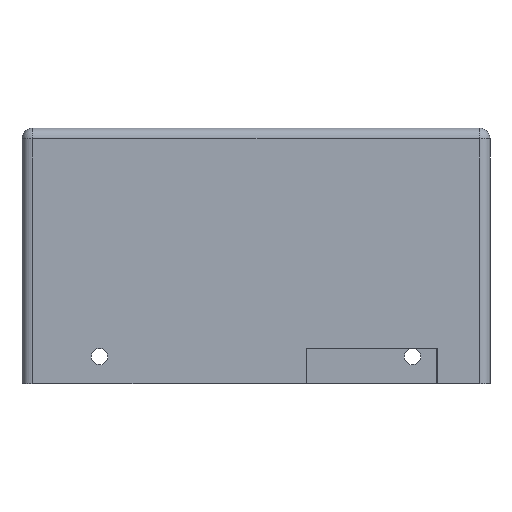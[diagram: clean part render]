
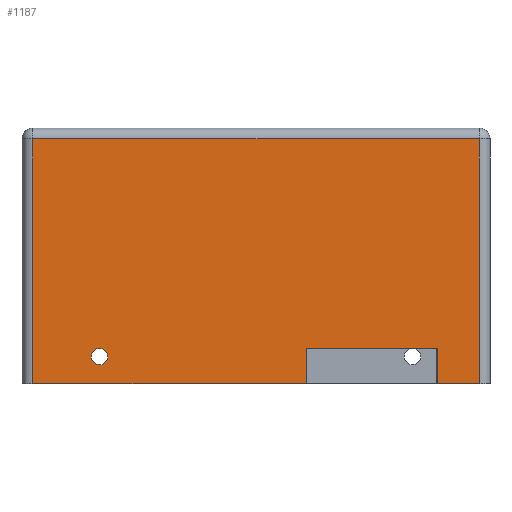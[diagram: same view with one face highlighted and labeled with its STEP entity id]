
A CAD part, front view. The second image highlights one B-rep face of the part: STEP entity #1187.
In plain terms, the highlighted planar face has unit normal (0, -1, 0).
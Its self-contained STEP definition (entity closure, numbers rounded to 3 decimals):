
#29=FACE_BOUND('',#176,.T.);
#42=PLANE('',#1296);
#99=FACE_OUTER_BOUND('',#175,.T.);
#175=EDGE_LOOP('',(#918,#919,#920,#921,#922,#923,#924,#925));
#176=EDGE_LOOP('',(#926));
#290=LINE('',#1850,#430);
#291=LINE('',#1856,#431);
#292=LINE('',#1858,#432);
#293=LINE('',#1860,#433);
#294=LINE('',#1862,#434);
#295=LINE('',#1863,#435);
#296=LINE('',#1865,#436);
#297=LINE('',#1866,#437);
#430=VECTOR('',#1485,1000.);
#431=VECTOR('',#1492,1000.);
#432=VECTOR('',#1493,1000.);
#433=VECTOR('',#1494,1000.);
#434=VECTOR('',#1495,1000.);
#435=VECTOR('',#1496,1000.);
#436=VECTOR('',#1497,1000.);
#437=VECTOR('',#1498,1000.);
#513=CIRCLE('',#1264,3.);
#543=VERTEX_POINT('',#1698);
#605=VERTEX_POINT('',#1848);
#606=VERTEX_POINT('',#1849);
#607=VERTEX_POINT('',#1854);
#608=VERTEX_POINT('',#1855);
#609=VERTEX_POINT('',#1857);
#610=VERTEX_POINT('',#1859);
#611=VERTEX_POINT('',#1861);
#612=VERTEX_POINT('',#1864);
#650=EDGE_CURVE('',#543,#543,#513,.T.);
#724=EDGE_CURVE('',#605,#606,#290,.T.);
#727=EDGE_CURVE('',#607,#608,#291,.T.);
#728=EDGE_CURVE('',#608,#609,#292,.T.);
#729=EDGE_CURVE('',#609,#610,#293,.T.);
#730=EDGE_CURVE('',#611,#610,#294,.T.);
#731=EDGE_CURVE('',#611,#605,#295,.T.);
#732=EDGE_CURVE('',#606,#612,#296,.T.);
#733=EDGE_CURVE('',#612,#607,#297,.T.);
#918=ORIENTED_EDGE('',*,*,#727,.T.);
#919=ORIENTED_EDGE('',*,*,#728,.T.);
#920=ORIENTED_EDGE('',*,*,#729,.T.);
#921=ORIENTED_EDGE('',*,*,#730,.F.);
#922=ORIENTED_EDGE('',*,*,#731,.T.);
#923=ORIENTED_EDGE('',*,*,#724,.T.);
#924=ORIENTED_EDGE('',*,*,#732,.T.);
#925=ORIENTED_EDGE('',*,*,#733,.T.);
#926=ORIENTED_EDGE('',*,*,#650,.T.);
#1187=ADVANCED_FACE('',(#99,#29),#42,.F.);
#1264=AXIS2_PLACEMENT_3D('',#1699,#1367,#1368);
#1296=AXIS2_PLACEMENT_3D('',#1853,#1490,#1491);
#1367=DIRECTION('center_axis',(0.,1.,0.));
#1368=DIRECTION('ref_axis',(0.,0.,1.));
#1485=DIRECTION('',(0.,0.,-1.));
#1490=DIRECTION('center_axis',(0.,1.,0.));
#1491=DIRECTION('ref_axis',(0.,0.,1.));
#1492=DIRECTION('',(1.,0.,0.));
#1493=DIRECTION('',(0.,0.,-1.));
#1494=DIRECTION('',(1.,0.,0.));
#1495=DIRECTION('',(0.,0.,-1.));
#1496=DIRECTION('',(-1.,0.,0.));
#1497=DIRECTION('',(1.,0.,0.));
#1498=DIRECTION('',(0.,0.,1.));
#1698=CARTESIAN_POINT('',(28.5,-30.,7.));
#1699=CARTESIAN_POINT('Origin',(28.5,-30.,10.));
#1848=CARTESIAN_POINT('',(4.,-30.,90.));
#1849=CARTESIAN_POINT('',(4.,-30.,0.));
#1850=CARTESIAN_POINT('',(4.,-30.,94.));
#1853=CARTESIAN_POINT('Origin',(4.,-30.,94.));
#1854=CARTESIAN_POINT('',(104.45,-30.,13.05));
#1855=CARTESIAN_POINT('',(152.55,-30.,13.05));
#1856=CARTESIAN_POINT('',(152.55,-30.,13.05));
#1857=CARTESIAN_POINT('',(152.55,-30.,0.));
#1858=CARTESIAN_POINT('',(152.55,-30.,-0.05));
#1859=CARTESIAN_POINT('',(168.,-30.,0.));
#1860=CARTESIAN_POINT('',(4.,-30.,0.));
#1861=CARTESIAN_POINT('',(168.,-30.,90.));
#1862=CARTESIAN_POINT('',(168.,-30.,94.));
#1863=CARTESIAN_POINT('',(4.,-30.,90.));
#1864=CARTESIAN_POINT('',(104.45,-30.,0.));
#1865=CARTESIAN_POINT('',(4.,-30.,0.));
#1866=CARTESIAN_POINT('',(104.45,-30.,-0.05));
